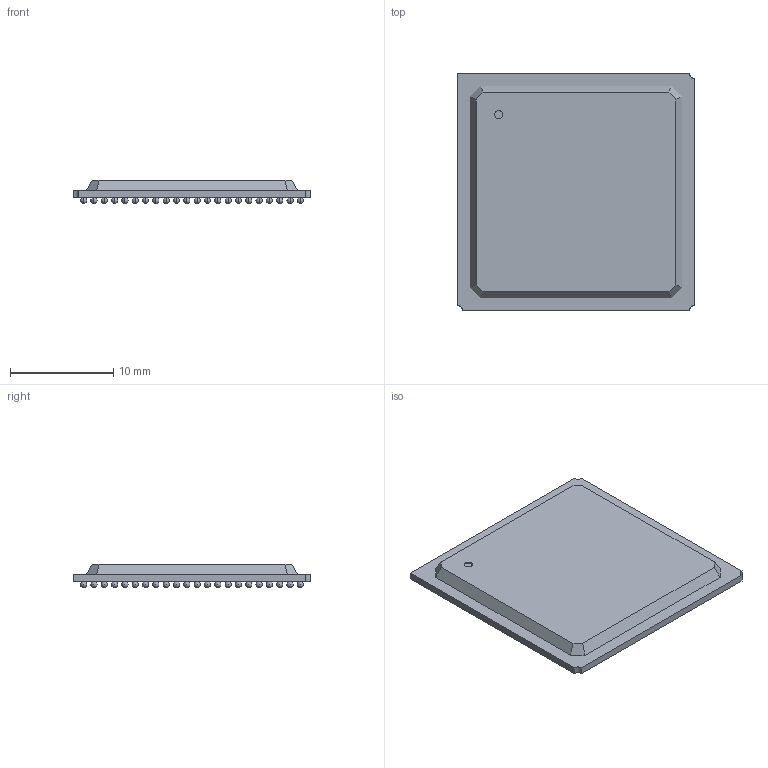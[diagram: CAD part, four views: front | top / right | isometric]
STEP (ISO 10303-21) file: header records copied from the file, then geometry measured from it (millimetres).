
FILE_DESCRIPTION (( 'STEP AP214' ), '1' );
FILE_NAME ('FGGA484.STEP', '2019-02-20T20:53:21', ( '' ), ( '' ), 'SwSTEP 2.0', 'SolidWorks 2018', '' );
FILE_SCHEMA (( 'AUTOMOTIVE_DESIGN' ));
Length unit declared in the file: millimetre
Products named in the file (1): FGGA484
Bounding box: 23 x 23 x 2.25 mm (x, y, z)
Volume: 819.1 mm3; surface area: 1625.9 mm2
Topology: 1 solids, 1 shells, 989 faces, 4407 edges, 2938 vertices
Faces by surface type: sphere 968, plane 16, cylinder 5
Entity records: 27984 total; most frequent: DIRECTION 5913, CARTESIAN_POINT 4463, ORIENTED_EDGE 3974, AXIS2_PLACEMENT_3D 2936, EDGE_CURVE 1987, CIRCLE 1946, VERTEX_POINT 1486, EDGE_LOOP 1475
